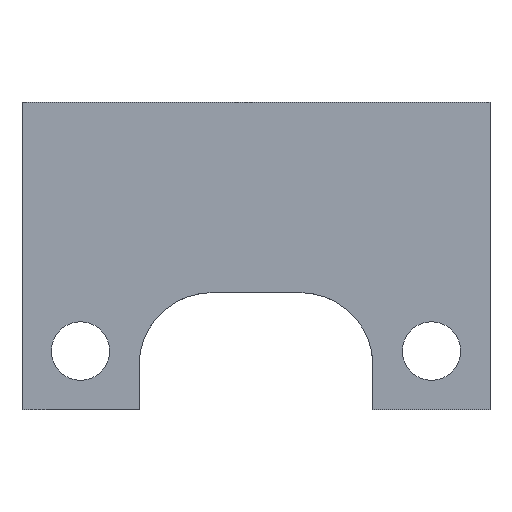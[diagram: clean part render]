
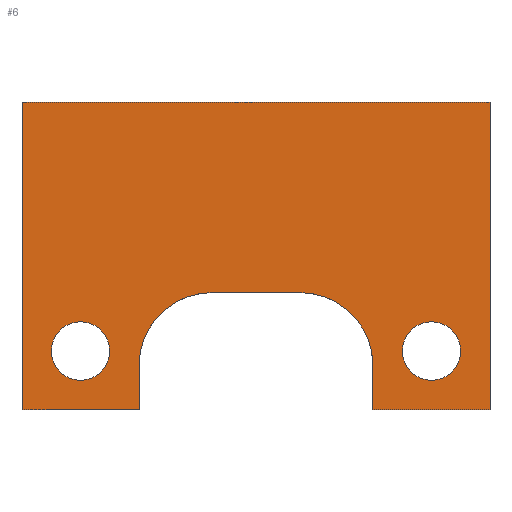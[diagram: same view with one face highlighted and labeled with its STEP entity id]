
A CAD part, front view. The second image highlights one B-rep face of the part: STEP entity #6.
In plain terms, the highlighted planar face has unit normal (0, -1, 0).
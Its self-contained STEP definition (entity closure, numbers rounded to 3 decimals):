
#6 = ADVANCED_FACE ( 'NONE', ( #755, #600, #545 ), #121, .T. ) ;
#13 = ORIENTED_EDGE ( 'NONE', *, *, #665, .T. ) ;
#17 = EDGE_CURVE ( 'NONE', #256, #571, #587, .T. ) ;
#19 = VECTOR ( 'NONE', #734, 1000. ) ;
#33 = CARTESIAN_POINT ( 'NONE',  ( -6., -4., -5.25 ) ) ;
#37 = AXIS2_PLACEMENT_3D ( 'NONE', #1039, #773, #608 ) ;
#41 = DIRECTION ( 'NONE',  ( 0., 0., -1. ) ) ;
#47 = CARTESIAN_POINT ( 'NONE',  ( 0., -4., 0. ) ) ;
#48 = CARTESIAN_POINT ( 'NONE',  ( 6., -4., -4.25 ) ) ;
#56 = AXIS2_PLACEMENT_3D ( 'NONE', #106, #706, #697 ) ;
#60 = EDGE_CURVE ( 'NONE', #518, #235, #312, .T. ) ;
#63 = LINE ( 'NONE', #831, #949 ) ;
#75 = EDGE_CURVE ( 'NONE', #1070, #98, #991, .T. ) ;
#86 = CARTESIAN_POINT ( 'NONE',  ( -6., -4., -5.25 ) ) ;
#98 = VERTEX_POINT ( 'NONE', #229 ) ;
#106 = CARTESIAN_POINT ( 'NONE',  ( -1.5, -4., -5.75 ) ) ;
#108 = ORIENTED_EDGE ( 'NONE', *, *, #389, .F. ) ;
#112 = CARTESIAN_POINT ( 'NONE',  ( -6., -4., -4.25 ) ) ;
#119 = EDGE_CURVE ( 'NONE', #472, #498, #660, .T. ) ;
#121 = PLANE ( 'NONE',  #983 ) ;
#125 = LINE ( 'NONE', #876, #972 ) ;
#138 = DIRECTION ( 'NONE',  ( 0., -1., 0. ) ) ;
#146 = VECTOR ( 'NONE', #313, 1000. ) ;
#152 = EDGE_CURVE ( 'NONE', #235, #472, #611, .T. ) ;
#155 = CARTESIAN_POINT ( 'NONE',  ( -6., -4., -6.25 ) ) ;
#158 = DIRECTION ( 'NONE',  ( 0., -1., 0. ) ) ;
#167 = DIRECTION ( 'NONE',  ( 1., 0., 0. ) ) ;
#170 = CARTESIAN_POINT ( 'NONE',  ( 8., -4., -7.25 ) ) ;
#185 = VECTOR ( 'NONE', #993, 1000. ) ;
#192 = DIRECTION ( 'NONE',  ( 0., 0., 1. ) ) ;
#205 = LINE ( 'NONE', #825, #19 ) ;
#211 = EDGE_CURVE ( 'NONE', #698, #970, #865, .T. ) ;
#214 = ORIENTED_EDGE ( 'NONE', *, *, #211, .F. ) ;
#215 = EDGE_LOOP ( 'NONE', ( #836, #214 ) ) ;
#218 = DIRECTION ( 'NONE',  ( 0., 0., -1. ) ) ;
#221 = DIRECTION ( 'NONE',  ( 0., 0., -1. ) ) ;
#224 = ORIENTED_EDGE ( 'NONE', *, *, #152, .F. ) ;
#229 = CARTESIAN_POINT ( 'NONE',  ( 4., -4., -7.25 ) ) ;
#235 = VERTEX_POINT ( 'NONE', #425 ) ;
#245 = DIRECTION ( 'NONE',  ( 0., 0., -1. ) ) ;
#251 = DIRECTION ( 'NONE',  ( 0., 0., -1. ) ) ;
#256 = VERTEX_POINT ( 'NONE', #155 ) ;
#297 = CARTESIAN_POINT ( 'NONE',  ( -8., -4., -7.25 ) ) ;
#305 = VECTOR ( 'NONE', #167, 1000. ) ;
#306 = ORIENTED_EDGE ( 'NONE', *, *, #1014, .F. ) ;
#311 = ORIENTED_EDGE ( 'NONE', *, *, #75, .T. ) ;
#312 = LINE ( 'NONE', #733, #146 ) ;
#313 = DIRECTION ( 'NONE',  ( 0., 0., 1. ) ) ;
#315 = ORIENTED_EDGE ( 'NONE', *, *, #60, .F. ) ;
#331 = ORIENTED_EDGE ( 'NONE', *, *, #506, .T. ) ;
#332 = EDGE_CURVE ( 'NONE', #518, #1050, #63, .T. ) ;
#339 = EDGE_CURVE ( 'NONE', #623, #1070, #1080, .T. ) ;
#345 = CARTESIAN_POINT ( 'NONE',  ( 6., -4., -5.25 ) ) ;
#351 = CARTESIAN_POINT ( 'NONE',  ( 6., -4., -5.25 ) ) ;
#368 = VECTOR ( 'NONE', #644, 1000. ) ;
#389 = EDGE_CURVE ( 'NONE', #571, #256, #646, .T. ) ;
#390 = AXIS2_PLACEMENT_3D ( 'NONE', #33, #1063, #41 ) ;
#396 = ORIENTED_EDGE ( 'NONE', *, *, #17, .F. ) ;
#425 = CARTESIAN_POINT ( 'NONE',  ( -8., -4., 3.25 ) ) ;
#441 = EDGE_LOOP ( 'NONE', ( #108, #396 ) ) ;
#450 = LINE ( 'NONE', #170, #305 ) ;
#472 = VERTEX_POINT ( 'NONE', #544 ) ;
#484 = CARTESIAN_POINT ( 'NONE',  ( 4., -4., -3.25 ) ) ;
#491 = CARTESIAN_POINT ( 'NONE',  ( 4., -4., -5.75 ) ) ;
#493 = CARTESIAN_POINT ( 'NONE',  ( -4., -4., -7.25 ) ) ;
#498 = VERTEX_POINT ( 'NONE', #784 ) ;
#506 = EDGE_CURVE ( 'NONE', #851, #868, #736, .T. ) ;
#518 = VERTEX_POINT ( 'NONE', #297 ) ;
#544 = CARTESIAN_POINT ( 'NONE',  ( 8., -4., 3.25 ) ) ;
#545 = FACE_OUTER_BOUND ( 'NONE', #978, .T. ) ;
#571 = VERTEX_POINT ( 'NONE', #112 ) ;
#575 = EDGE_CURVE ( 'NONE', #1050, #851, #125, .T. ) ;
#587 = CIRCLE ( 'NONE', #390, 1. ) ;
#600 = FACE_BOUND ( 'NONE', #441, .T. ) ;
#608 = DIRECTION ( 'NONE',  ( 0., 0., -1. ) ) ;
#611 = LINE ( 'NONE', #999, #368 ) ;
#614 = ORIENTED_EDGE ( 'NONE', *, *, #339, .T. ) ;
#623 = VERTEX_POINT ( 'NONE', #807 ) ;
#644 = DIRECTION ( 'NONE',  ( 1., 0., 0. ) ) ;
#646 = CIRCLE ( 'NONE', #916, 1. ) ;
#656 = CARTESIAN_POINT ( 'NONE',  ( 8., -4., 3.25 ) ) ;
#660 = LINE ( 'NONE', #656, #185 ) ;
#665 = EDGE_CURVE ( 'NONE', #98, #498, #450, .T. ) ;
#678 = DIRECTION ( 'NONE',  ( 0., -1., 0. ) ) ;
#684 = EDGE_CURVE ( 'NONE', #970, #698, #986, .T. ) ;
#692 = CARTESIAN_POINT ( 'NONE',  ( -4., -4., -5.75 ) ) ;
#694 = DIRECTION ( 'NONE',  ( 1., 0., 0. ) ) ;
#697 = DIRECTION ( 'NONE',  ( 0., 0., -1. ) ) ;
#698 = VERTEX_POINT ( 'NONE', #768 ) ;
#706 = DIRECTION ( 'NONE',  ( 0., 1., 0. ) ) ;
#709 = ORIENTED_EDGE ( 'NONE', *, *, #332, .T. ) ;
#733 = CARTESIAN_POINT ( 'NONE',  ( -8., -4., 3.25 ) ) ;
#734 = DIRECTION ( 'NONE',  ( -1., 0., 0. ) ) ;
#736 = CIRCLE ( 'NONE', #56, 2.5 ) ;
#755 = FACE_BOUND ( 'NONE', #215, .T. ) ;
#768 = CARTESIAN_POINT ( 'NONE',  ( 6., -4., -6.25 ) ) ;
#773 = DIRECTION ( 'NONE',  ( 0., 1., 0. ) ) ;
#784 = CARTESIAN_POINT ( 'NONE',  ( 8., -4., -7.25 ) ) ;
#807 = CARTESIAN_POINT ( 'NONE',  ( 1.5, -4., -3.25 ) ) ;
#825 = CARTESIAN_POINT ( 'NONE',  ( -8., -4., -3.25 ) ) ;
#831 = CARTESIAN_POINT ( 'NONE',  ( -8., -4., -7.25 ) ) ;
#836 = ORIENTED_EDGE ( 'NONE', *, *, #684, .F. ) ;
#851 = VERTEX_POINT ( 'NONE', #692 ) ;
#865 = CIRCLE ( 'NONE', #922, 1. ) ;
#868 = VERTEX_POINT ( 'NONE', #964 ) ;
#876 = CARTESIAN_POINT ( 'NONE',  ( -4., -4., -3.25 ) ) ;
#916 = AXIS2_PLACEMENT_3D ( 'NONE', #86, #678, #941 ) ;
#922 = AXIS2_PLACEMENT_3D ( 'NONE', #345, #158, #245 ) ;
#931 = ORIENTED_EDGE ( 'NONE', *, *, #119, .F. ) ;
#936 = ORIENTED_EDGE ( 'NONE', *, *, #575, .T. ) ;
#941 = DIRECTION ( 'NONE',  ( 0., 0., -1. ) ) ;
#946 = DIRECTION ( 'NONE',  ( 0., -1., 0. ) ) ;
#949 = VECTOR ( 'NONE', #694, 1000. ) ;
#964 = CARTESIAN_POINT ( 'NONE',  ( -1.5, -4., -3.25 ) ) ;
#970 = VERTEX_POINT ( 'NONE', #48 ) ;
#972 = VECTOR ( 'NONE', #192, 1000. ) ;
#978 = EDGE_LOOP ( 'NONE', ( #931, #224, #315, #709, #936, #331, #306, #614, #311, #13 ) ) ;
#983 = AXIS2_PLACEMENT_3D ( 'NONE', #47, #138, #218 ) ;
#986 = CIRCLE ( 'NONE', #998, 1. ) ;
#991 = LINE ( 'NONE', #484, #1005 ) ;
#993 = DIRECTION ( 'NONE',  ( 0., 0., -1. ) ) ;
#998 = AXIS2_PLACEMENT_3D ( 'NONE', #351, #946, #251 ) ;
#999 = CARTESIAN_POINT ( 'NONE',  ( -8., -4., 3.25 ) ) ;
#1005 = VECTOR ( 'NONE', #221, 1000. ) ;
#1014 = EDGE_CURVE ( 'NONE', #623, #868, #205, .T. ) ;
#1039 = CARTESIAN_POINT ( 'NONE',  ( 1.5, -4., -5.75 ) ) ;
#1050 = VERTEX_POINT ( 'NONE', #493 ) ;
#1063 = DIRECTION ( 'NONE',  ( 0., -1., 0. ) ) ;
#1070 = VERTEX_POINT ( 'NONE', #491 ) ;
#1080 = CIRCLE ( 'NONE', #37, 2.5 ) ;
